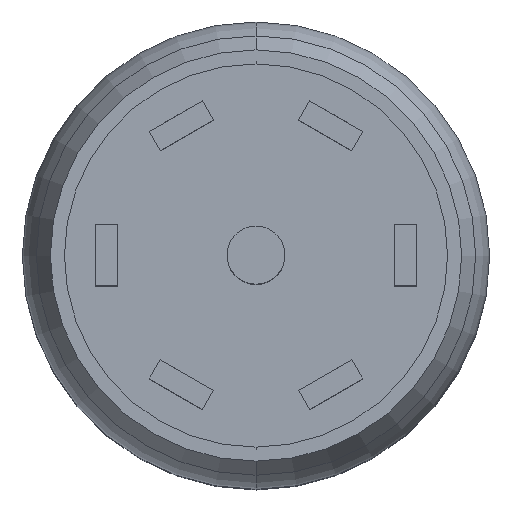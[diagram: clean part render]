
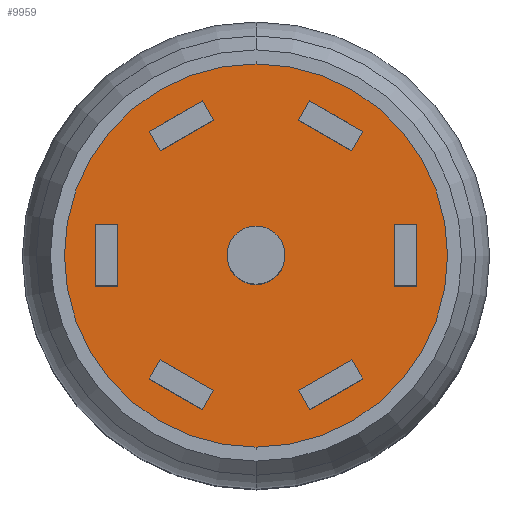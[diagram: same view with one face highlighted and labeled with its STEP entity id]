
A CAD part, top view. The second image highlights one B-rep face of the part: STEP entity #9959.
In plain terms, the highlighted planar face has unit normal (0, 0, 1).
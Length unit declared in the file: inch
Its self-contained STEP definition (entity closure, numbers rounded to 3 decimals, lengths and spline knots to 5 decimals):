
#9730=CARTESIAN_POINT('',(0.25,0.25021,-0.034));
#9731=DIRECTION('',(0.,0.,-1.));
#9732=DIRECTION('',(1.,0.,0.));
#9733=AXIS2_PLACEMENT_3D('',#9730,#9731,#9732);
#9735=CARTESIAN_POINT('',(0.25,0.25021,-0.034));
#9736=DIRECTION('',(0.,0.,-1.));
#9737=DIRECTION('',(-1.,0.,0.));
#9738=AXIS2_PLACEMENT_3D('',#9735,#9736,#9737);
#9740=DIRECTION('',(-1.,0.,0.));
#9741=VECTOR('',#9740,0.0196);
#9742=CARTESIAN_POINT('',(0.4198,0.27551,-0.034));
#9743=LINE('',#9742,#9741);
#9744=DIRECTION('',(0.,-1.,0.));
#9745=VECTOR('',#9744,0.0506);
#9746=CARTESIAN_POINT('',(0.4002,0.27551,-0.034));
#9747=LINE('',#9746,#9745);
#9748=DIRECTION('',(1.,0.,0.));
#9749=VECTOR('',#9748,0.0196);
#9750=CARTESIAN_POINT('',(0.4002,0.22491,-0.034));
#9751=LINE('',#9750,#9749);
#9752=DIRECTION('',(0.,1.,0.));
#9753=VECTOR('',#9752,0.0506);
#9754=CARTESIAN_POINT('',(0.4198,0.22491,-0.034));
#9755=LINE('',#9754,#9753);
#9756=DIRECTION('',(-0.5,-0.866,0.));
#9757=VECTOR('',#9756,0.0196);
#9758=CARTESIAN_POINT('',(0.31299,0.40991,-0.034));
#9759=LINE('',#9758,#9757);
#9760=DIRECTION('',(0.866,-0.5,0.));
#9761=VECTOR('',#9760,0.0506);
#9762=CARTESIAN_POINT('',(0.30319,0.39293,-0.034));
#9763=LINE('',#9762,#9761);
#9764=DIRECTION('',(0.5,0.866,0.));
#9765=VECTOR('',#9764,0.0196);
#9766=CARTESIAN_POINT('',(0.34701,0.36763,-0.034));
#9767=LINE('',#9766,#9765);
#9768=DIRECTION('',(-0.866,0.5,0.));
#9769=VECTOR('',#9768,0.0506);
#9770=CARTESIAN_POINT('',(0.35681,0.38461,-0.034));
#9771=LINE('',#9770,#9769);
#9772=DIRECTION('',(0.5,-0.866,0.));
#9773=VECTOR('',#9772,0.0196);
#9774=CARTESIAN_POINT('',(0.14319,0.38461,-0.034));
#9775=LINE('',#9774,#9773);
#9776=DIRECTION('',(0.866,0.5,0.));
#9777=VECTOR('',#9776,0.0506);
#9778=CARTESIAN_POINT('',(0.15299,0.36763,-0.034));
#9779=LINE('',#9778,#9777);
#9780=DIRECTION('',(-0.5,0.866,0.));
#9781=VECTOR('',#9780,0.0196);
#9782=CARTESIAN_POINT('',(0.19681,0.39293,-0.034));
#9783=LINE('',#9782,#9781);
#9784=DIRECTION('',(-0.866,-0.5,0.));
#9785=VECTOR('',#9784,0.0506);
#9786=CARTESIAN_POINT('',(0.18701,0.40991,-0.034));
#9787=LINE('',#9786,#9785);
#9788=DIRECTION('',(1.,0.,0.));
#9789=VECTOR('',#9788,0.0196);
#9790=CARTESIAN_POINT('',(0.0802,0.22491,-0.034));
#9791=LINE('',#9790,#9789);
#9792=DIRECTION('',(0.,1.,0.));
#9793=VECTOR('',#9792,0.0506);
#9794=CARTESIAN_POINT('',(0.0998,0.22491,-0.034));
#9795=LINE('',#9794,#9793);
#9796=DIRECTION('',(-1.,0.,0.));
#9797=VECTOR('',#9796,0.0196);
#9798=CARTESIAN_POINT('',(0.0998,0.27551,-0.034));
#9799=LINE('',#9798,#9797);
#9800=DIRECTION('',(0.,-1.,0.));
#9801=VECTOR('',#9800,0.0506);
#9802=CARTESIAN_POINT('',(0.0802,0.27551,-0.034));
#9803=LINE('',#9802,#9801);
#9804=DIRECTION('',(0.5,0.866,0.));
#9805=VECTOR('',#9804,0.0196);
#9806=CARTESIAN_POINT('',(0.18701,0.0905,-0.034));
#9807=LINE('',#9806,#9805);
#9808=DIRECTION('',(-0.866,0.5,0.));
#9809=VECTOR('',#9808,0.0506);
#9810=CARTESIAN_POINT('',(0.19681,0.10748,-0.034));
#9811=LINE('',#9810,#9809);
#9812=DIRECTION('',(-0.5,-0.866,0.));
#9813=VECTOR('',#9812,0.0196);
#9814=CARTESIAN_POINT('',(0.15299,0.13278,-0.034));
#9815=LINE('',#9814,#9813);
#9816=DIRECTION('',(0.866,-0.5,0.));
#9817=VECTOR('',#9816,0.0506);
#9818=CARTESIAN_POINT('',(0.14319,0.1158,-0.034));
#9819=LINE('',#9818,#9817);
#9820=DIRECTION('',(-0.5,0.866,0.));
#9821=VECTOR('',#9820,0.0196);
#9822=CARTESIAN_POINT('',(0.35681,0.1158,-0.034));
#9823=LINE('',#9822,#9821);
#9824=DIRECTION('',(-0.866,-0.5,0.));
#9825=VECTOR('',#9824,0.0506);
#9826=CARTESIAN_POINT('',(0.34701,0.13278,-0.034));
#9827=LINE('',#9826,#9825);
#9828=DIRECTION('',(0.5,-0.866,0.));
#9829=VECTOR('',#9828,0.0196);
#9830=CARTESIAN_POINT('',(0.30319,0.10748,-0.034));
#9831=LINE('',#9830,#9829);
#9832=DIRECTION('',(0.866,0.5,0.));
#9833=VECTOR('',#9832,0.0506);
#9834=CARTESIAN_POINT('',(0.31299,0.0905,-0.034));
#9835=LINE('',#9834,#9833);
#9836=CARTESIAN_POINT('',(0.0322,0.25021,-0.034));
#9837=CARTESIAN_POINT('',(0.4678,0.25021,-0.034));
#9838=VERTEX_POINT('',#9836);
#9839=VERTEX_POINT('',#9837);
#9840=CARTESIAN_POINT('',(0.4198,0.27551,-0.034));
#9841=CARTESIAN_POINT('',(0.4002,0.27551,-0.034));
#9842=VERTEX_POINT('',#9840);
#9843=VERTEX_POINT('',#9841);
#9844=CARTESIAN_POINT('',(0.4002,0.22491,-0.034));
#9845=VERTEX_POINT('',#9844);
#9846=CARTESIAN_POINT('',(0.4198,0.22491,-0.034));
#9847=VERTEX_POINT('',#9846);
#9848=CARTESIAN_POINT('',(0.31299,0.40991,-0.034));
#9849=CARTESIAN_POINT('',(0.30319,0.39293,-0.034));
#9850=VERTEX_POINT('',#9848);
#9851=VERTEX_POINT('',#9849);
#9852=CARTESIAN_POINT('',(0.34701,0.36763,-0.034));
#9853=VERTEX_POINT('',#9852);
#9854=CARTESIAN_POINT('',(0.35681,0.38461,-0.034));
#9855=VERTEX_POINT('',#9854);
#9856=CARTESIAN_POINT('',(0.14319,0.38461,-0.034));
#9857=CARTESIAN_POINT('',(0.15299,0.36763,-0.034));
#9858=VERTEX_POINT('',#9856);
#9859=VERTEX_POINT('',#9857);
#9860=CARTESIAN_POINT('',(0.19681,0.39293,-0.034));
#9861=VERTEX_POINT('',#9860);
#9862=CARTESIAN_POINT('',(0.18701,0.40991,-0.034));
#9863=VERTEX_POINT('',#9862);
#9864=CARTESIAN_POINT('',(0.0802,0.22491,-0.034));
#9865=CARTESIAN_POINT('',(0.0998,0.22491,-0.034));
#9866=VERTEX_POINT('',#9864);
#9867=VERTEX_POINT('',#9865);
#9868=CARTESIAN_POINT('',(0.0998,0.27551,-0.034));
#9869=VERTEX_POINT('',#9868);
#9870=CARTESIAN_POINT('',(0.0802,0.27551,-0.034));
#9871=VERTEX_POINT('',#9870);
#9872=CARTESIAN_POINT('',(0.18701,0.0905,-0.034));
#9873=CARTESIAN_POINT('',(0.19681,0.10748,-0.034));
#9874=VERTEX_POINT('',#9872);
#9875=VERTEX_POINT('',#9873);
#9876=CARTESIAN_POINT('',(0.15299,0.13278,-0.034));
#9877=VERTEX_POINT('',#9876);
#9878=CARTESIAN_POINT('',(0.14319,0.1158,-0.034));
#9879=VERTEX_POINT('',#9878);
#9880=CARTESIAN_POINT('',(0.35681,0.1158,-0.034));
#9881=CARTESIAN_POINT('',(0.34701,0.13278,-0.034));
#9882=VERTEX_POINT('',#9880);
#9883=VERTEX_POINT('',#9881);
#9884=CARTESIAN_POINT('',(0.30319,0.10748,-0.034));
#9885=VERTEX_POINT('',#9884);
#9886=CARTESIAN_POINT('',(0.31299,0.0905,-0.034));
#9887=VERTEX_POINT('',#9886);
#9888=CARTESIAN_POINT('',(0.25,0.25021,-0.034));
#9889=DIRECTION('',(0.,0.,-1.));
#9890=DIRECTION('',(1.,0.,0.));
#9891=AXIS2_PLACEMENT_3D('',#9888,#9889,#9890);
#9892=PLANE('',#9891);
#9894=ORIENTED_EDGE('',*,*,#9893,.T.);
#9896=ORIENTED_EDGE('',*,*,#9895,.T.);
#9897=EDGE_LOOP('',(#9894,#9896));
#9898=FACE_OUTER_BOUND('',#9897,.F.);
#9900=ORIENTED_EDGE('',*,*,#9899,.T.);
#9902=ORIENTED_EDGE('',*,*,#9901,.T.);
#9904=ORIENTED_EDGE('',*,*,#9903,.T.);
#9906=ORIENTED_EDGE('',*,*,#9905,.T.);
#9907=EDGE_LOOP('',(#9900,#9902,#9904,#9906));
#9908=FACE_BOUND('',#9907,.F.);
#9910=ORIENTED_EDGE('',*,*,#9909,.T.);
#9912=ORIENTED_EDGE('',*,*,#9911,.T.);
#9914=ORIENTED_EDGE('',*,*,#9913,.T.);
#9916=ORIENTED_EDGE('',*,*,#9915,.T.);
#9917=EDGE_LOOP('',(#9910,#9912,#9914,#9916));
#9918=FACE_BOUND('',#9917,.F.);
#9920=ORIENTED_EDGE('',*,*,#9919,.T.);
#9922=ORIENTED_EDGE('',*,*,#9921,.T.);
#9924=ORIENTED_EDGE('',*,*,#9923,.T.);
#9926=ORIENTED_EDGE('',*,*,#9925,.T.);
#9927=EDGE_LOOP('',(#9920,#9922,#9924,#9926));
#9928=FACE_BOUND('',#9927,.F.);
#9930=ORIENTED_EDGE('',*,*,#9929,.T.);
#9932=ORIENTED_EDGE('',*,*,#9931,.T.);
#9934=ORIENTED_EDGE('',*,*,#9933,.T.);
#9936=ORIENTED_EDGE('',*,*,#9935,.T.);
#9937=EDGE_LOOP('',(#9930,#9932,#9934,#9936));
#9938=FACE_BOUND('',#9937,.F.);
#9940=ORIENTED_EDGE('',*,*,#9939,.T.);
#9942=ORIENTED_EDGE('',*,*,#9941,.T.);
#9944=ORIENTED_EDGE('',*,*,#9943,.T.);
#9946=ORIENTED_EDGE('',*,*,#9945,.T.);
#9947=EDGE_LOOP('',(#9940,#9942,#9944,#9946));
#9948=FACE_BOUND('',#9947,.F.);
#9950=ORIENTED_EDGE('',*,*,#9949,.T.);
#9952=ORIENTED_EDGE('',*,*,#9951,.T.);
#9954=ORIENTED_EDGE('',*,*,#9953,.T.);
#9956=ORIENTED_EDGE('',*,*,#9955,.T.);
#9957=EDGE_LOOP('',(#9950,#9952,#9954,#9956));
#9958=FACE_BOUND('',#9957,.F.);
#9959=ADVANCED_FACE('',(#9898,#9908,#9918,#9928,#9938,#9948,#9958),#9892,.F.);
#9734=CIRCLE('',#9733,0.2178);
#9739=CIRCLE('',#9738,0.2178);
#9893=EDGE_CURVE('',#9839,#9838,#9734,.T.);
#9895=EDGE_CURVE('',#9838,#9839,#9739,.T.);
#9899=EDGE_CURVE('',#9842,#9843,#9743,.T.);
#9901=EDGE_CURVE('',#9843,#9845,#9747,.T.);
#9903=EDGE_CURVE('',#9845,#9847,#9751,.T.);
#9905=EDGE_CURVE('',#9847,#9842,#9755,.T.);
#9909=EDGE_CURVE('',#9850,#9851,#9759,.T.);
#9911=EDGE_CURVE('',#9851,#9853,#9763,.T.);
#9913=EDGE_CURVE('',#9853,#9855,#9767,.T.);
#9915=EDGE_CURVE('',#9855,#9850,#9771,.T.);
#9919=EDGE_CURVE('',#9858,#9859,#9775,.T.);
#9921=EDGE_CURVE('',#9859,#9861,#9779,.T.);
#9923=EDGE_CURVE('',#9861,#9863,#9783,.T.);
#9925=EDGE_CURVE('',#9863,#9858,#9787,.T.);
#9929=EDGE_CURVE('',#9866,#9867,#9791,.T.);
#9931=EDGE_CURVE('',#9867,#9869,#9795,.T.);
#9933=EDGE_CURVE('',#9869,#9871,#9799,.T.);
#9935=EDGE_CURVE('',#9871,#9866,#9803,.T.);
#9939=EDGE_CURVE('',#9874,#9875,#9807,.T.);
#9941=EDGE_CURVE('',#9875,#9877,#9811,.T.);
#9943=EDGE_CURVE('',#9877,#9879,#9815,.T.);
#9945=EDGE_CURVE('',#9879,#9874,#9819,.T.);
#9949=EDGE_CURVE('',#9882,#9883,#9823,.T.);
#9951=EDGE_CURVE('',#9883,#9885,#9827,.T.);
#9953=EDGE_CURVE('',#9885,#9887,#9831,.T.);
#9955=EDGE_CURVE('',#9887,#9882,#9835,.T.);
